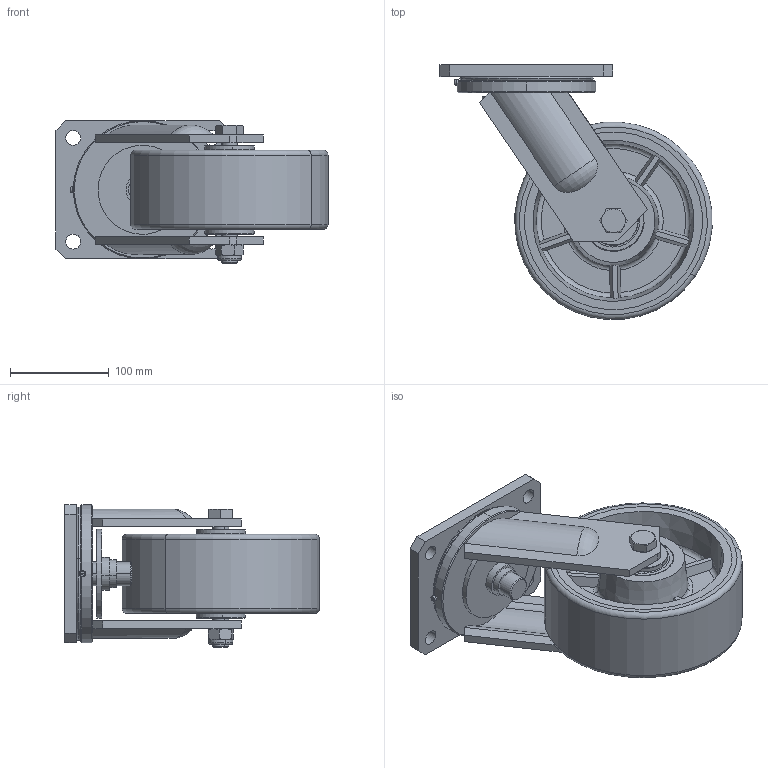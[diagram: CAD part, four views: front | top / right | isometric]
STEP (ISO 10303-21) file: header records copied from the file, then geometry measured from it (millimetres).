
FILE_DESCRIPTION (( 'STEP AP214' ), '1' );
FILE_NAME ('0039427.step', '2023-02-10T11:15:30', ( '' ), ( '' ), 'SwSTEP 2.0', 'SolidWorks 2020', '' );
FILE_SCHEMA (( 'AUTOMOTIVE_DESIGN' ));
Length unit declared in the file: millimetre
Products named in the file (1): 0039427
Bounding box: 275.21 x 257.71 x 144.5 mm (x, y, z)
Surface area: 429787.7 mm2 (no closed solid volume)
Topology: 0 solids, 19 shells, 236 faces, 622 edges, 409 vertices
Faces by surface type: plane 100, cylinder 52, torus 40, cone 38, sphere 4, bspline 2
Entity records: 11133 total; most frequent: CARTESIAN_POINT 2768, DIRECTION 1244, ORIENTED_EDGE 1158, EDGE_CURVE 618, AXIS2_PLACEMENT_3D 521, VERTEX_POINT 407, CIRCLE 286, EDGE_LOOP 268
